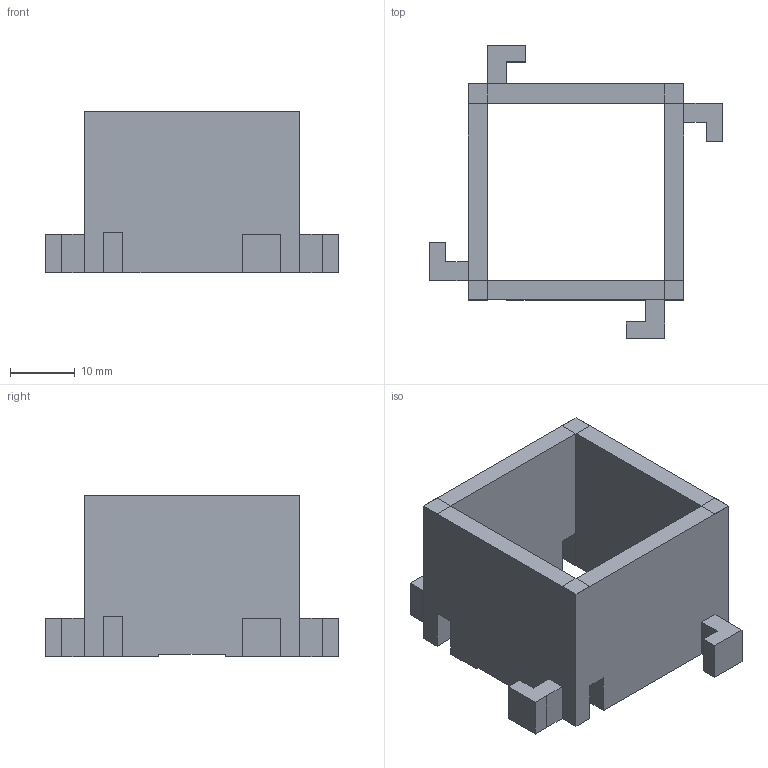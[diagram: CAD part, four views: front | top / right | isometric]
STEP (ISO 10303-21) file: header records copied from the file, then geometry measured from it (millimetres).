
FILE_DESCRIPTION(('FreeCAD Model'),'2;1');
FILE_NAME('Open CASCADE Shape Model','2022-09-04T20:12:00',('Author'),( ''),'Open CASCADE STEP processor 7.5','FreeCAD','Unknown');
FILE_SCHEMA(('AUTOMOTIVE_DESIGN { 1 0 10303 214 1 1 1 1 }'));
Length unit declared in the file: millimetre
Products named in the file (1): Body
Bounding box: 45.13 x 45.13 x 25 mm (x, y, z)
Volume: 9443 mm3; surface area: 7407.2 mm2
Topology: 1 solids, 1 shells, 80 faces, 212 edges, 132 vertices
Faces by surface type: plane 80
Entity records: 5174 total; most frequent: CARTESIAN_POINT 849, DIRECTION 798, LINE 636, VECTOR 636, ORIENTED_EDGE 424, PCURVE 424, DEFINITIONAL_REPRESENTATION 424, EDGE_CURVE 212
